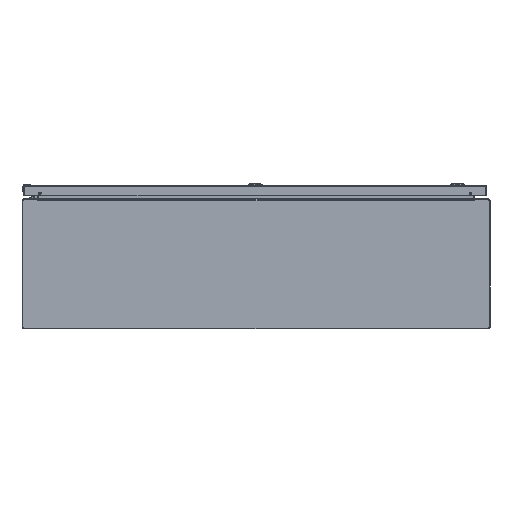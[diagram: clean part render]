
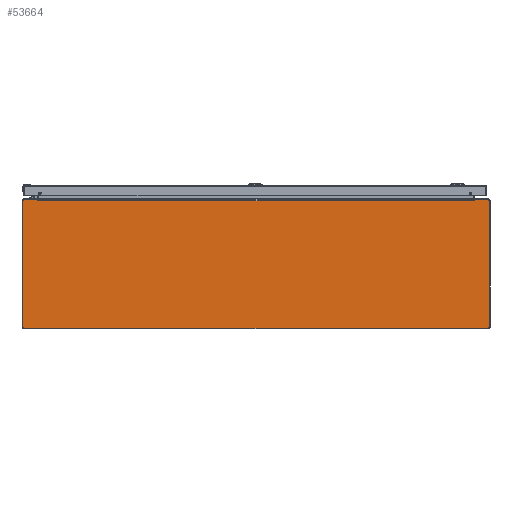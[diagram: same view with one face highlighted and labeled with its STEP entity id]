
A CAD part, front view. The second image highlights one B-rep face of the part: STEP entity #53664.
In plain terms, the highlighted planar face has unit normal (0, -1, 0).
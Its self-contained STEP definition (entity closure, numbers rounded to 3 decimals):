
#1627 = VERTEX_POINT ( 'NONE', #107455 ) ;
#3832 = ORIENTED_EDGE ( 'NONE', *, *, #119630, .T. ) ;
#5030 = EDGE_CURVE ( 'NONE', #83215, #38031, #83301, .T. ) ;
#6164 = EDGE_CURVE ( 'NONE', #38031, #39165, #147497, .T. ) ;
#6398 = VECTOR ( 'NONE', #36051, 39.37 ) ;
#8430 = ORIENTED_EDGE ( 'NONE', *, *, #121740, .T. ) ;
#8880 = ORIENTED_EDGE ( 'NONE', *, *, #196240, .F. ) ;
#10466 = VECTOR ( 'NONE', #136085, 39.37 ) ;
#15972 = DIRECTION ( 'NONE',  ( 0., 0., -1. ) ) ;
#18692 = AXIS2_PLACEMENT_3D ( 'NONE', #104968, #92012, #76069 ) ;
#19996 = CARTESIAN_POINT ( 'NONE',  ( 17.857, -21., -4.937 ) ) ;
#24824 = CARTESIAN_POINT ( 'NONE',  ( 16.806, -21., 4.883 ) ) ;
#25969 = LINE ( 'NONE', #193301, #124895 ) ;
#28108 = VERTEX_POINT ( 'NONE', #180765 ) ;
#31223 = VECTOR ( 'NONE', #72713, 39.37 ) ;
#34326 = CARTESIAN_POINT ( 'NONE',  ( 17.937, -21., -4.857 ) ) ;
#34377 = LINE ( 'NONE', #98083, #193597 ) ;
#36051 = DIRECTION ( 'NONE',  ( -1., 0., 0. ) ) ;
#38031 = VERTEX_POINT ( 'NONE', #75812 ) ;
#39165 = VERTEX_POINT ( 'NONE', #66826 ) ;
#40884 = DIRECTION ( 'NONE',  ( 1., 0., 0. ) ) ;
#41515 = CARTESIAN_POINT ( 'NONE',  ( -17.857, -21., -4.937 ) ) ;
#41651 = VERTEX_POINT ( 'NONE', #78752 ) ;
#41885 = AXIS2_PLACEMENT_3D ( 'NONE', #61648, #63619, #78551 ) ;
#45851 = DIRECTION ( 'NONE',  ( 0., -1., 0. ) ) ;
#47496 = VERTEX_POINT ( 'NONE', #87371 ) ;
#50186 = VERTEX_POINT ( 'NONE', #128740 ) ;
#50292 = DIRECTION ( 'NONE',  ( -0.174, 0., -0.985 ) ) ;
#50400 = VERTEX_POINT ( 'NONE', #19996 ) ;
#50525 = CIRCLE ( 'NONE', #18692, 0.08 ) ;
#52076 = EDGE_CURVE ( 'NONE', #50400, #92049, #50525, .T. ) ;
#53664 = ADVANCED_FACE ( 'NONE', ( #192443 ), #147632, .T. ) ;
#54977 = DIRECTION ( 'NONE',  ( 0., 0., -1. ) ) ;
#61079 = CARTESIAN_POINT ( 'NONE',  ( -16.798, -21., 4.883 ) ) ;
#61648 = CARTESIAN_POINT ( 'NONE',  ( -17.857, -21., 4.857 ) ) ;
#63619 = DIRECTION ( 'NONE',  ( 0., -1., 0. ) ) ;
#66826 = CARTESIAN_POINT ( 'NONE',  ( -17.937, -21., -4.857 ) ) ;
#68278 = EDGE_CURVE ( 'NONE', #28108, #83215, #130456, .T. ) ;
#68699 = CARTESIAN_POINT ( 'NONE',  ( 16.798, -21., 4.883 ) ) ;
#70466 = VERTEX_POINT ( 'NONE', #41515 ) ;
#70919 = CARTESIAN_POINT ( 'NONE',  ( 0., -21., 0. ) ) ;
#72713 = DIRECTION ( 'NONE',  ( 0., 0., -1. ) ) ;
#75812 = CARTESIAN_POINT ( 'NONE',  ( -17.937, -21., 4.857 ) ) ;
#76069 = DIRECTION ( 'NONE',  ( 0., 0., -1. ) ) ;
#78551 = DIRECTION ( 'NONE',  ( 0., 0., -1. ) ) ;
#78752 = CARTESIAN_POINT ( 'NONE',  ( 16.823, -21., 4.937 ) ) ;
#79823 = CARTESIAN_POINT ( 'NONE',  ( -16.818, -21., 4.91 ) ) ;
#82638 = DIRECTION ( 'NONE',  ( -1., 0., 0. ) ) ;
#83215 = VERTEX_POINT ( 'NONE', #153220 ) ;
#83301 = CIRCLE ( 'NONE', #41885, 0.08 ) ;
#85533 = EDGE_CURVE ( 'NONE', #50186, #86567, #160355, .T. ) ;
#86567 = VERTEX_POINT ( 'NONE', #68699 ) ;
#87371 = CARTESIAN_POINT ( 'NONE',  ( 17.857, -21., 4.937 ) ) ;
#87425 = ORIENTED_EDGE ( 'NONE', *, *, #104061, .T. ) ;
#90849 = CARTESIAN_POINT ( 'NONE',  ( 0., -21., -4.937 ) ) ;
#91468 = VERTEX_POINT ( 'NONE', #61079 ) ;
#92012 = DIRECTION ( 'NONE',  ( 0., -1., 0. ) ) ;
#92049 = VERTEX_POINT ( 'NONE', #34326 ) ;
#92804 = LINE ( 'NONE', #79823, #114754 ) ;
#93844 = CARTESIAN_POINT ( 'NONE',  ( 0., -21., 4.883 ) ) ;
#94521 = CARTESIAN_POINT ( 'NONE',  ( 17.937, -21., 0. ) ) ;
#98083 = CARTESIAN_POINT ( 'NONE',  ( 16.818, -21., 4.91 ) ) ;
#98366 = VECTOR ( 'NONE', #188905, 39.37 ) ;
#99066 = AXIS2_PLACEMENT_3D ( 'NONE', #177900, #161968, #145089 ) ;
#99123 = ORIENTED_EDGE ( 'NONE', *, *, #137774, .F. ) ;
#103308 = ORIENTED_EDGE ( 'NONE', *, *, #85533, .T. ) ;
#104061 = EDGE_CURVE ( 'NONE', #70466, #50400, #184479, .T. ) ;
#104224 = ORIENTED_EDGE ( 'NONE', *, *, #109402, .T. ) ;
#104968 = CARTESIAN_POINT ( 'NONE',  ( 17.857, -21., -4.857 ) ) ;
#105353 = VECTOR ( 'NONE', #82638, 39.37 ) ;
#107118 = CARTESIAN_POINT ( 'NONE',  ( 0., -21., 4.937 ) ) ;
#107455 = CARTESIAN_POINT ( 'NONE',  ( 17.937, -21., 4.857 ) ) ;
#107730 = CARTESIAN_POINT ( 'NONE',  ( -16.814, -21., 4.883 ) ) ;
#109402 = EDGE_CURVE ( 'NONE', #92049, #1627, #183240, .T. ) ;
#110836 = EDGE_LOOP ( 'NONE', ( #118471, #151315, #142758, #3832, #87425, #168124, #104224, #8430, #125886, #122163, #103308, #158473, #8880, #99123 ) ) ;
#114711 = EDGE_CURVE ( 'NONE', #86567, #91468, #153641, .T. ) ;
#114754 = VECTOR ( 'NONE', #153592, 39.37 ) ;
#116352 = CARTESIAN_POINT ( 'NONE',  ( 0., -21., 4.937 ) ) ;
#118471 = ORIENTED_EDGE ( 'NONE', *, *, #68278, .T. ) ;
#119630 = EDGE_CURVE ( 'NONE', #39165, #70466, #184946, .T. ) ;
#121558 = CARTESIAN_POINT ( 'NONE',  ( 17.857, -21., 4.857 ) ) ;
#121740 = EDGE_CURVE ( 'NONE', #1627, #47496, #185533, .T. ) ;
#122161 = VECTOR ( 'NONE', #177180, 39.37 ) ;
#122163 = ORIENTED_EDGE ( 'NONE', *, *, #133609, .T. ) ;
#124895 = VECTOR ( 'NONE', #40884, 39.37 ) ;
#125886 = ORIENTED_EDGE ( 'NONE', *, *, #126572, .T. ) ;
#126572 = EDGE_CURVE ( 'NONE', #47496, #41651, #164189, .T. ) ;
#128740 = CARTESIAN_POINT ( 'NONE',  ( 16.814, -21., 4.883 ) ) ;
#130456 = LINE ( 'NONE', #107118, #10466 ) ;
#130693 = DIRECTION ( 'NONE',  ( 0., -1., 0. ) ) ;
#133609 = EDGE_CURVE ( 'NONE', #41651, #50186, #34377, .T. ) ;
#136085 = DIRECTION ( 'NONE',  ( -1., 0., 0. ) ) ;
#137774 = EDGE_CURVE ( 'NONE', #28108, #153975, #92804, .T. ) ;
#142758 = ORIENTED_EDGE ( 'NONE', *, *, #6164, .T. ) ;
#145089 = DIRECTION ( 'NONE',  ( 0., 0., -1. ) ) ;
#147497 = LINE ( 'NONE', #179349, #31223 ) ;
#147632 = PLANE ( 'NONE',  #149513 ) ;
#149513 = AXIS2_PLACEMENT_3D ( 'NONE', #70919, #130693, #54977 ) ;
#151315 = ORIENTED_EDGE ( 'NONE', *, *, #5030, .T. ) ;
#153220 = CARTESIAN_POINT ( 'NONE',  ( -17.857, -21., 4.937 ) ) ;
#153592 = DIRECTION ( 'NONE',  ( 0.174, 0., -0.985 ) ) ;
#153608 = DIRECTION ( 'NONE',  ( 1., 0., 0. ) ) ;
#153641 = LINE ( 'NONE', #93844, #6398 ) ;
#153975 = VERTEX_POINT ( 'NONE', #107730 ) ;
#156814 = AXIS2_PLACEMENT_3D ( 'NONE', #121558, #45851, #15972 ) ;
#158473 = ORIENTED_EDGE ( 'NONE', *, *, #114711, .T. ) ;
#160355 = LINE ( 'NONE', #24824, #105353 ) ;
#161968 = DIRECTION ( 'NONE',  ( 0., -1., 0. ) ) ;
#164189 = LINE ( 'NONE', #116352, #122161 ) ;
#168124 = ORIENTED_EDGE ( 'NONE', *, *, #52076, .T. ) ;
#177180 = DIRECTION ( 'NONE',  ( -1., 0., 0. ) ) ;
#177900 = CARTESIAN_POINT ( 'NONE',  ( -17.857, -21., -4.857 ) ) ;
#179349 = CARTESIAN_POINT ( 'NONE',  ( -17.937, -21., 0. ) ) ;
#180604 = VECTOR ( 'NONE', #153608, 39.37 ) ;
#180765 = CARTESIAN_POINT ( 'NONE',  ( -16.823, -21., 4.937 ) ) ;
#183240 = LINE ( 'NONE', #94521, #98366 ) ;
#184479 = LINE ( 'NONE', #90849, #180604 ) ;
#184946 = CIRCLE ( 'NONE', #99066, 0.08 ) ;
#185533 = CIRCLE ( 'NONE', #156814, 0.08 ) ;
#188905 = DIRECTION ( 'NONE',  ( 0., 0., 1. ) ) ;
#192443 = FACE_OUTER_BOUND ( 'NONE', #110836, .T. ) ;
#193301 = CARTESIAN_POINT ( 'NONE',  ( -16.806, -21., 4.883 ) ) ;
#193597 = VECTOR ( 'NONE', #50292, 39.37 ) ;
#196240 = EDGE_CURVE ( 'NONE', #153975, #91468, #25969, .T. ) ;
